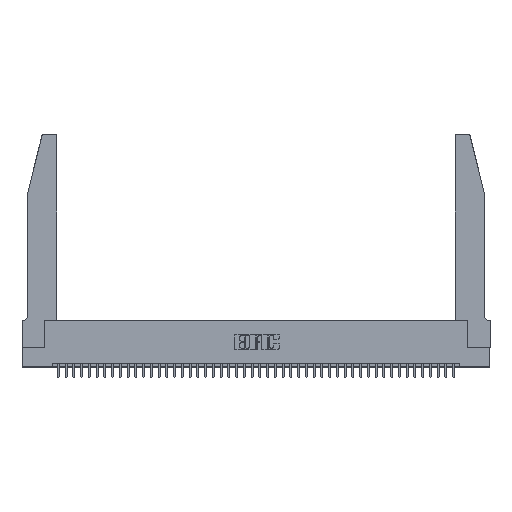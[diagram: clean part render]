
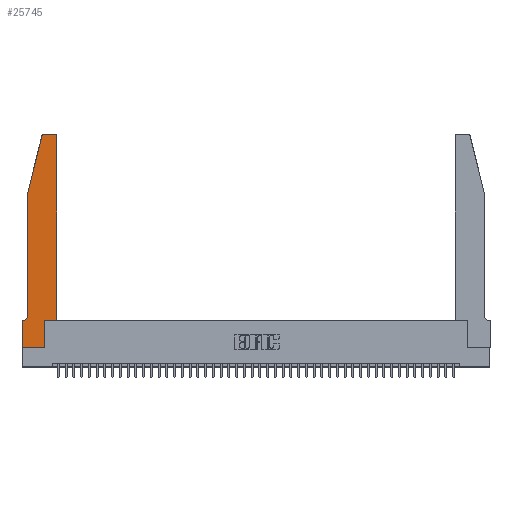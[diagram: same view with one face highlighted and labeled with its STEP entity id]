
A CAD part, top view. The second image highlights one B-rep face of the part: STEP entity #25745.
In plain terms, the highlighted planar face has unit normal (0, 0, 1).
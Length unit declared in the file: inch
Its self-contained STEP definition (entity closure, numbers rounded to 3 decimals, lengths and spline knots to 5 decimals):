
#1535 = EDGE_CURVE ( 'NONE', #31968, #12262, #4921, .T. ) ;
#1683 = CIRCLE ( 'NONE', #38162, 0.03 ) ;
#2230 = LINE ( 'NONE', #24616, #23013 ) ;
#2368 = AXIS2_PLACEMENT_3D ( 'NONE', #19756, #13289, #34283 ) ;
#2381 = VECTOR ( 'NONE', #15113, 39.37008 ) ;
#2425 = DIRECTION ( 'NONE',  ( 0., -1., 0. ) ) ;
#2426 = VERTEX_POINT ( 'NONE', #7991 ) ;
#2807 = CARTESIAN_POINT ( 'NONE',  ( 0.284, 2.75, 0.37 ) ) ;
#3073 = VERTEX_POINT ( 'NONE', #22454 ) ;
#3549 = EDGE_CURVE ( 'NONE', #15305, #4860, #6797, .T. ) ;
#3776 = VERTEX_POINT ( 'NONE', #26273 ) ;
#3849 = PLANE ( 'NONE',  #2368 ) ;
#4034 = EDGE_CURVE ( 'NONE', #20356, #29726, #19006, .T. ) ;
#4061 = CARTESIAN_POINT ( 'NONE',  ( 0.0055, 0.35, 0.37 ) ) ;
#4222 = ORIENTED_EDGE ( 'NONE', *, *, #3549, .T. ) ;
#4790 = ORIENTED_EDGE ( 'NONE', *, *, #15343, .T. ) ;
#4860 = VERTEX_POINT ( 'NONE', #7715 ) ;
#4921 = LINE ( 'NONE', #41045, #40186 ) ;
#5849 = ORIENTED_EDGE ( 'NONE', *, *, #4034, .T. ) ;
#6102 = LINE ( 'NONE', #39225, #37149 ) ;
#6797 = LINE ( 'NONE', #27119, #37312 ) ;
#6975 = DIRECTION ( 'NONE',  ( 0., 0., 1. ) ) ;
#7263 = VECTOR ( 'NONE', #2425, 39.37008 ) ;
#7300 = CARTESIAN_POINT ( 'NONE',  ( 0., 0., 0.37 ) ) ;
#7715 = CARTESIAN_POINT ( 'NONE',  ( 0.0755, 2., 0.37 ) ) ;
#7991 = CARTESIAN_POINT ( 'NONE',  ( 0.0755, 0.42, 0.37 ) ) ;
#8927 = DIRECTION ( 'NONE',  ( 1., 0., 0. ) ) ;
#9722 = EDGE_LOOP ( 'NONE', ( #39618, #4790, #4222, #17237, #24127, #38250, #5849, #28887, #42642, #43648, #16648, #20035 ) ) ;
#10303 = EDGE_CURVE ( 'NONE', #30729, #20356, #6102, .T. ) ;
#10533 = DIRECTION ( 'NONE',  ( 1., 0., 0. ) ) ;
#10759 = CARTESIAN_POINT ( 'NONE',  ( 0.4505, 2.72, 0.37 ) ) ;
#10902 = EDGE_CURVE ( 'NONE', #3073, #3776, #20500, .T. ) ;
#11220 = CARTESIAN_POINT ( 'NONE',  ( 0.2865, 0.35, 0.37 ) ) ;
#11566 = LINE ( 'NONE', #36197, #43677 ) ;
#12262 = VERTEX_POINT ( 'NONE', #10759 ) ;
#13289 = DIRECTION ( 'NONE',  ( 0., 0., 1. ) ) ;
#15113 = DIRECTION ( 'NONE',  ( 0., 1., 0. ) ) ;
#15305 = VERTEX_POINT ( 'NONE', #19492 ) ;
#15326 = VERTEX_POINT ( 'NONE', #2807 ) ;
#15329 = CIRCLE ( 'NONE', #17828, 0.03 ) ;
#15343 = EDGE_CURVE ( 'NONE', #15326, #15305, #15329, .T. ) ;
#15873 = CARTESIAN_POINT ( 'NONE',  ( 0.4205, 2.75, 0.37 ) ) ;
#16482 = DIRECTION ( 'NONE',  ( 0., 0., 1. ) ) ;
#16648 = ORIENTED_EDGE ( 'NONE', *, *, #1535, .T. ) ;
#16987 = EDGE_CURVE ( 'NONE', #4860, #2426, #42105, .T. ) ;
#17237 = ORIENTED_EDGE ( 'NONE', *, *, #16987, .T. ) ;
#17828 = AXIS2_PLACEMENT_3D ( 'NONE', #36879, #16482, #40292 ) ;
#18361 = DIRECTION ( 'NONE',  ( 0., 0., -1. ) ) ;
#19006 = LINE ( 'NONE', #39918, #7263 ) ;
#19492 = CARTESIAN_POINT ( 'NONE',  ( 0.25487, 2.72718, 0.37 ) ) ;
#19756 = CARTESIAN_POINT ( 'NONE',  ( 0., 0.35, 0.37 ) ) ;
#19858 = DIRECTION ( 'NONE',  ( -0.239, -0.971, 0. ) ) ;
#20035 = ORIENTED_EDGE ( 'NONE', *, *, #38097, .T. ) ;
#20356 = VERTEX_POINT ( 'NONE', #30710 ) ;
#20500 = LINE ( 'NONE', #11220, #2381 ) ;
#21693 = FACE_OUTER_BOUND ( 'NONE', #9722, .T. ) ;
#21807 = CARTESIAN_POINT ( 'NONE',  ( 0.0055, 0.42, 0.37 ) ) ;
#22294 = DIRECTION ( 'NONE',  ( -1., 0., 0. ) ) ;
#22454 = CARTESIAN_POINT ( 'NONE',  ( 0.2865, 0., 0.37 ) ) ;
#23013 = VECTOR ( 'NONE', #31980, 39.37008 ) ;
#23469 = LINE ( 'NONE', #27969, #27817 ) ;
#24127 = ORIENTED_EDGE ( 'NONE', *, *, #35378, .T. ) ;
#24287 = CARTESIAN_POINT ( 'NONE',  ( 0.4505, 0.35, 0.37 ) ) ;
#24616 = CARTESIAN_POINT ( 'NONE',  ( 0.2605, 2.75, 0.37 ) ) ;
#25232 = EDGE_CURVE ( 'NONE', #29726, #3073, #11566, .T. ) ;
#25745 = ADVANCED_FACE ( 'NONE', ( #21693 ), #3849, .T. ) ;
#26162 = CIRCLE ( 'NONE', #42111, 0.07 ) ;
#26273 = CARTESIAN_POINT ( 'NONE',  ( 0.2865, 0.35, 0.37 ) ) ;
#27119 = CARTESIAN_POINT ( 'NONE',  ( 0.0755, 2., 0.37 ) ) ;
#27215 = DIRECTION ( 'NONE',  ( 1., 0., 0. ) ) ;
#27656 = CARTESIAN_POINT ( 'NONE',  ( 0.4205, 2.72, 0.37 ) ) ;
#27817 = VECTOR ( 'NONE', #10533, 39.37008 ) ;
#27969 = CARTESIAN_POINT ( 'NONE',  ( 0.4505, 0.35, 0.37 ) ) ;
#28887 = ORIENTED_EDGE ( 'NONE', *, *, #25232, .T. ) ;
#29071 = EDGE_CURVE ( 'NONE', #40376, #15326, #2230, .T. ) ;
#29726 = VERTEX_POINT ( 'NONE', #7300 ) ;
#30710 = CARTESIAN_POINT ( 'NONE',  ( 0., 0.35, 0.37 ) ) ;
#30729 = VERTEX_POINT ( 'NONE', #4061 ) ;
#31968 = VERTEX_POINT ( 'NONE', #24287 ) ;
#31980 = DIRECTION ( 'NONE',  ( -1., 0., 0. ) ) ;
#34096 = CARTESIAN_POINT ( 'NONE',  ( 0.0755, 2., 0.37 ) ) ;
#34283 = DIRECTION ( 'NONE',  ( 1., 0., 0. ) ) ;
#35071 = DIRECTION ( 'NONE',  ( 0., 1., 0. ) ) ;
#35378 = EDGE_CURVE ( 'NONE', #2426, #30729, #26162, .T. ) ;
#35694 = VECTOR ( 'NONE', #40799, 39.37008 ) ;
#36197 = CARTESIAN_POINT ( 'NONE',  ( 0., 0., 0.37 ) ) ;
#36879 = CARTESIAN_POINT ( 'NONE',  ( 0.284, 2.72, 0.37 ) ) ;
#37149 = VECTOR ( 'NONE', #22294, 39.37008 ) ;
#37312 = VECTOR ( 'NONE', #19858, 39.37008 ) ;
#38097 = EDGE_CURVE ( 'NONE', #12262, #40376, #1683, .T. ) ;
#38162 = AXIS2_PLACEMENT_3D ( 'NONE', #27656, #6975, #27215 ) ;
#38250 = ORIENTED_EDGE ( 'NONE', *, *, #10303, .T. ) ;
#39225 = CARTESIAN_POINT ( 'NONE',  ( 0.0755, 0.35, 0.37 ) ) ;
#39618 = ORIENTED_EDGE ( 'NONE', *, *, #29071, .T. ) ;
#39918 = CARTESIAN_POINT ( 'NONE',  ( 0., 0., 0.37 ) ) ;
#40186 = VECTOR ( 'NONE', #35071, 39.37008 ) ;
#40292 = DIRECTION ( 'NONE',  ( 1., 0., 0. ) ) ;
#40376 = VERTEX_POINT ( 'NONE', #15873 ) ;
#40799 = DIRECTION ( 'NONE',  ( 0., -1., 0. ) ) ;
#41045 = CARTESIAN_POINT ( 'NONE',  ( 0.4505, 0.35, 0.37 ) ) ;
#41879 = DIRECTION ( 'NONE',  ( -1., 0., 0. ) ) ;
#42105 = LINE ( 'NONE', #34096, #35694 ) ;
#42111 = AXIS2_PLACEMENT_3D ( 'NONE', #21807, #18361, #41879 ) ;
#42642 = ORIENTED_EDGE ( 'NONE', *, *, #10902, .T. ) ;
#42900 = EDGE_CURVE ( 'NONE', #3776, #31968, #23469, .T. ) ;
#43648 = ORIENTED_EDGE ( 'NONE', *, *, #42900, .T. ) ;
#43677 = VECTOR ( 'NONE', #8927, 39.37008 ) ;
